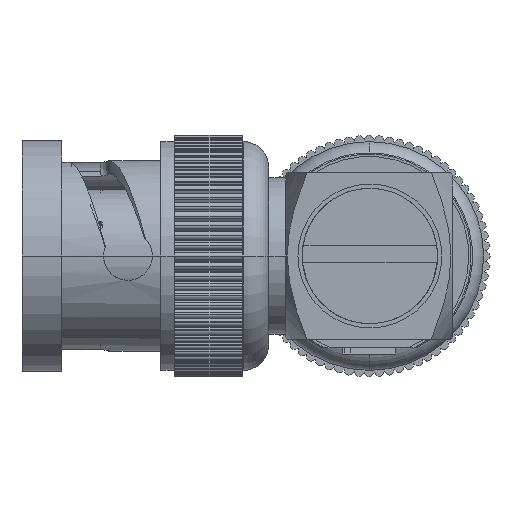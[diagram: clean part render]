
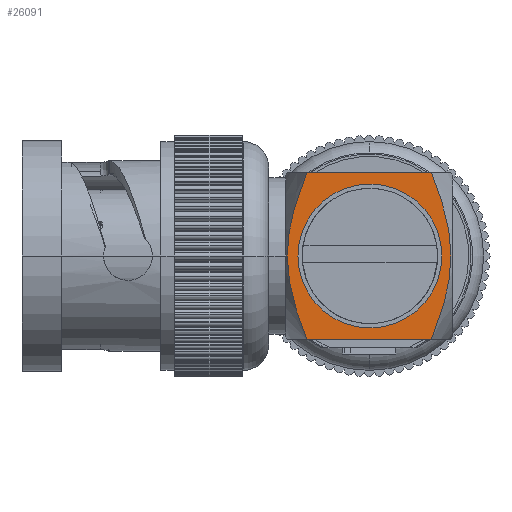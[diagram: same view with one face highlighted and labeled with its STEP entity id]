
A CAD part, front view. The second image highlights one B-rep face of the part: STEP entity #26091.
In plain terms, the highlighted face is planar.
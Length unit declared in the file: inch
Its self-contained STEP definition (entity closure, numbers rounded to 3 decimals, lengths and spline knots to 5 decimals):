
#3502 = DIRECTION ( 'NONE',  ( 0., 0., 1. ) ) ;
#3503 = VECTOR ( 'NONE', #3502, 39.37008 ) ;
#3504 = CARTESIAN_POINT ( 'NONE',  ( -0.197, -0.197, -1.016 ) ) ;
#3505 = LINE ( 'NONE', #3504, #3503 ) ;
#4097 = LINE ( 'NONE', #4161, #4160 ) ;
#4100 = CARTESIAN_POINT ( 'NONE',  ( -0.197, 0.197, -0.96566 ) ) ;
#4102 = CARTESIAN_POINT ( 'NONE',  ( -0.197, 0., -1.0122 ) ) ;
#4103 = CARTESIAN_POINT ( 'NONE',  ( -0.197, 0.03419, -1.0122 ) ) ;
#4104 = CARTESIAN_POINT ( 'NONE',  ( -0.197, 0.06753, -1.00696 ) ) ;
#4105 = CARTESIAN_POINT ( 'NONE',  ( -0.197, 0.11675, -0.99422 ) ) ;
#4106 = CARTESIAN_POINT ( 'NONE',  ( -0.197, 0.13306, -0.98917 ) ) ;
#4107 = CARTESIAN_POINT ( 'NONE',  ( -0.197, 0.16534, -0.97805 ) ) ;
#4108 = CARTESIAN_POINT ( 'NONE',  ( -0.197, 0.18125, -0.97201 ) ) ;
#4109 = CARTESIAN_POINT ( 'NONE',  ( -0.197, 0.197, -0.96566 ) ) ;
#4110 = B_SPLINE_CURVE_WITH_KNOTS ( 'NONE', 3,
 ( #4109, #4108, #4107, #4106, #4105, #4104, #4103, #4102 ),
 .UNSPECIFIED., .F., .F.,
 ( 4, 2, 2, 4 ),
 ( 0.01329, 0.01459, 0.01588, 0.01846 ),
 .UNSPECIFIED. ) ;
#4111 = DIRECTION ( 'NONE',  ( 0., 0., 1. ) ) ;
#4112 = DIRECTION ( 'NONE',  ( -1., 0., 0. ) ) ;
#4113 = CARTESIAN_POINT ( 'NONE',  ( -0.197, 0., -0.82087 ) ) ;
#4114 = AXIS2_PLACEMENT_3D ( 'NONE', #4113, #4112, #4111 ) ;
#4116 = CIRCLE ( 'NONE', #4114, 0.16977 ) ;
#4117 = DIRECTION ( 'NONE',  ( 0., 1., 0. ) ) ;
#4118 = DIRECTION ( 'NONE',  ( 1., 0., 0. ) ) ;
#4119 = CARTESIAN_POINT ( 'NONE',  ( -0.197, 0.197, -1.016 ) ) ;
#4120 = AXIS2_PLACEMENT_3D ( 'NONE', #4119, #4118, #4117 ) ;
#4121 = PLANE ( 'NONE',  #4120 ) ;
#4122 = FACE_OUTER_BOUND ( 'NONE', #26096, .T. ) ;
#4123 = FACE_BOUND ( 'NONE', #26092, .T. ) ;
#4159 = DIRECTION ( 'NONE',  ( 0., 0., 1. ) ) ;
#4160 = VECTOR ( 'NONE', #4159, 39.37008 ) ;
#4161 = CARTESIAN_POINT ( 'NONE',  ( -0.197, 0.197, -1.016 ) ) ;
#4214 = CARTESIAN_POINT ( 'NONE',  ( -0.197, 0., -0.6258 ) ) ;
#4215 = CARTESIAN_POINT ( 'NONE',  ( -0.197, -0.00848, -0.6258 ) ) ;
#4216 = CARTESIAN_POINT ( 'NONE',  ( -0.197, -0.01706, -0.62611 ) ) ;
#4217 = CARTESIAN_POINT ( 'NONE',  ( -0.197, -0.03407, -0.62736 ) ) ;
#4218 = CARTESIAN_POINT ( 'NONE',  ( -0.197, -0.04251, -0.62829 ) ) ;
#4219 = CARTESIAN_POINT ( 'NONE',  ( -0.197, -0.06766, -0.63188 ) ) ;
#4220 = CARTESIAN_POINT ( 'NONE',  ( -0.197, -0.08421, -0.63535 ) ) ;
#4221 = CARTESIAN_POINT ( 'NONE',  ( -0.197, -0.13335, -0.6481 ) ) ;
#4222 = CARTESIAN_POINT ( 'NONE',  ( -0.197, -0.16553, -0.65965 ) ) ;
#4223 = CARTESIAN_POINT ( 'NONE',  ( -0.197, -0.197, -0.67234 ) ) ;
#4225 = CARTESIAN_POINT ( 'NONE',  ( -0.197, -0.197, -0.67234 ) ) ;
#4226 = B_SPLINE_CURVE_WITH_KNOTS ( 'NONE', 3,
 ( #4223, #4222, #4221, #4220, #4219, #4218, #4217, #4216, #4215, #4214 ),
 .UNSPECIFIED., .F., .F.,
 ( 4, 2, 2, 2, 4 ),
 ( 0.0053, 0.00789, 0.00918, 0.00982, 0.01047 ),
 .UNSPECIFIED. ) ;
#9474 = VERTEX_POINT ( 'NONE', #18694 ) ;
#9478 = EDGE_CURVE ( 'NONE', #9646, #9474, #18684, .T. ) ;
#9485 = VERTEX_POINT ( 'NONE', #18740 ) ;
#9511 = VERTEX_POINT ( 'NONE', #18860 ) ;
#9585 = VERTEX_POINT ( 'NONE', #19094 ) ;
#9644 = EDGE_CURVE ( 'NONE', #9585, #9511, #29459, .T. ) ;
#9646 = VERTEX_POINT ( 'NONE', #29451 ) ;
#9658 = EDGE_CURVE ( 'NONE', #9659, #9485, #29489, .T. ) ;
#9659 = VERTEX_POINT ( 'NONE', #29488 ) ;
#18640 = CARTESIAN_POINT ( 'NONE',  ( -0.197, 0.197, -0.67234 ) ) ;
#18641 = CARTESIAN_POINT ( 'NONE',  ( -0.197, 0.18125, -0.66599 ) ) ;
#18642 = CARTESIAN_POINT ( 'NONE',  ( -0.197, 0.16534, -0.65995 ) ) ;
#18643 = CARTESIAN_POINT ( 'NONE',  ( -0.197, 0.13306, -0.64883 ) ) ;
#18645 = CARTESIAN_POINT ( 'NONE',  ( -0.197, 0.11675, -0.64378 ) ) ;
#18646 = CARTESIAN_POINT ( 'NONE',  ( -0.197, 0.06753, -0.63104 ) ) ;
#18649 = CARTESIAN_POINT ( 'NONE',  ( -0.197, 0.03419, -0.6258 ) ) ;
#18650 = CARTESIAN_POINT ( 'NONE',  ( -0.197, 0., -0.6258 ) ) ;
#18684 = B_SPLINE_CURVE_WITH_KNOTS ( 'NONE', 3,
 ( #18650, #18649, #18646, #18645, #18643, #18642, #18641, #18640 ),
 .UNSPECIFIED., .F., .F.,
 ( 4, 2, 2, 4 ),
 ( 0.01047, 0.01307, 0.01437, 0.01568 ),
 .UNSPECIFIED. ) ;
#18694 = CARTESIAN_POINT ( 'NONE',  ( -0.197, 0.197, -0.67234 ) ) ;
#18740 = CARTESIAN_POINT ( 'NONE',  ( -0.197, -0.197, -0.96566 ) ) ;
#18860 = CARTESIAN_POINT ( 'NONE',  ( -0.197, -0.16977, -0.82087 ) ) ;
#19094 = CARTESIAN_POINT ( 'NONE',  ( -0.197, 0.16977, -0.82087 ) ) ;
#26086 = ORIENTED_EDGE ( 'NONE', *, *, #9658, .T. ) ;
#26087 = ORIENTED_EDGE ( 'NONE', *, *, #26088, .T. ) ;
#26088 = EDGE_CURVE ( 'NONE', #9485, #26150, #3505, .T. ) ;
#26089 = ORIENTED_EDGE ( 'NONE', *, *, #26149, .T. ) ;
#26091 = ADVANCED_FACE ( 'NONE', ( #4123, #4122 ), #4121, .F. ) ;
#26092 = EDGE_LOOP ( 'NONE', ( #26093, #26095 ) ) ;
#26093 = ORIENTED_EDGE ( 'NONE', *, *, #26094, .F. ) ;
#26094 = EDGE_CURVE ( 'NONE', #9511, #9585, #4116, .T. ) ;
#26095 = ORIENTED_EDGE ( 'NONE', *, *, #9644, .F. ) ;
#26096 = EDGE_LOOP ( 'NONE', ( #26097, #26098, #26086, #26087, #26089, #26122 ) ) ;
#26097 = ORIENTED_EDGE ( 'NONE', *, *, #26103, .F. ) ;
#26098 = ORIENTED_EDGE ( 'NONE', *, *, #26099, .T. ) ;
#26099 = EDGE_CURVE ( 'NONE', #26101, #9659, #4110, .T. ) ;
#26101 = VERTEX_POINT ( 'NONE', #4100 ) ;
#26103 = EDGE_CURVE ( 'NONE', #26101, #9474, #4097, .T. ) ;
#26122 = ORIENTED_EDGE ( 'NONE', *, *, #9478, .T. ) ;
#26149 = EDGE_CURVE ( 'NONE', #26150, #9646, #4226, .T. ) ;
#26150 = VERTEX_POINT ( 'NONE', #4225 ) ;
#29397 = CARTESIAN_POINT ( 'NONE',  ( -0.197, 0., -0.82087 ) ) ;
#29451 = CARTESIAN_POINT ( 'NONE',  ( -0.197, 0., -0.6258 ) ) ;
#29456 = DIRECTION ( 'NONE',  ( 0., 0., 1. ) ) ;
#29457 = DIRECTION ( 'NONE',  ( -1., 0., 0. ) ) ;
#29458 = AXIS2_PLACEMENT_3D ( 'NONE', #29397, #29457, #29456 ) ;
#29459 = CIRCLE ( 'NONE', #29458, 0.16977 ) ;
#29475 = CARTESIAN_POINT ( 'NONE',  ( -0.197, -0.197, -0.96566 ) ) ;
#29476 = CARTESIAN_POINT ( 'NONE',  ( -0.197, -0.16553, -0.97835 ) ) ;
#29477 = CARTESIAN_POINT ( 'NONE',  ( -0.197, -0.13335, -0.9899 ) ) ;
#29478 = CARTESIAN_POINT ( 'NONE',  ( -0.197, -0.08421, -1.00265 ) ) ;
#29479 = CARTESIAN_POINT ( 'NONE',  ( -0.197, -0.06766, -1.00612 ) ) ;
#29480 = CARTESIAN_POINT ( 'NONE',  ( -0.197, -0.04251, -1.00971 ) ) ;
#29481 = CARTESIAN_POINT ( 'NONE',  ( -0.197, -0.03407, -1.01064 ) ) ;
#29482 = CARTESIAN_POINT ( 'NONE',  ( -0.197, -0.01706, -1.01189 ) ) ;
#29483 = CARTESIAN_POINT ( 'NONE',  ( -0.197, -0.00848, -1.0122 ) ) ;
#29484 = CARTESIAN_POINT ( 'NONE',  ( -0.197, 0., -1.0122 ) ) ;
#29488 = CARTESIAN_POINT ( 'NONE',  ( -0.197, 0., -1.0122 ) ) ;
#29489 = B_SPLINE_CURVE_WITH_KNOTS ( 'NONE', 3,
 ( #29484, #29483, #29482, #29481, #29480, #29479, #29478, #29477, #29476, #29475 ),
 .UNSPECIFIED., .F., .F.,
 ( 4, 2, 2, 2, 4 ),
 ( 0.01846, 0.0191, 0.01974, 0.02102, 0.02358 ),
 .UNSPECIFIED. ) ;
